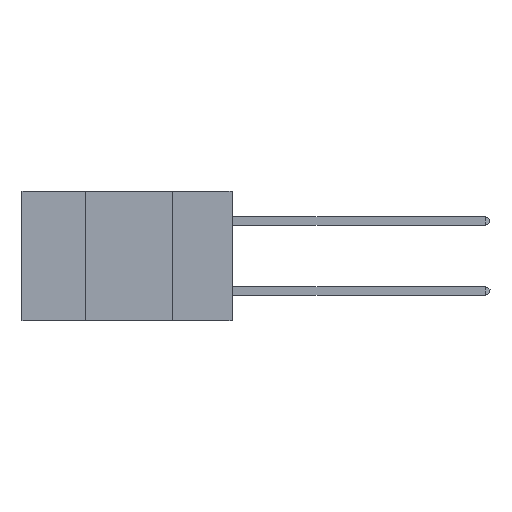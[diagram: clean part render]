
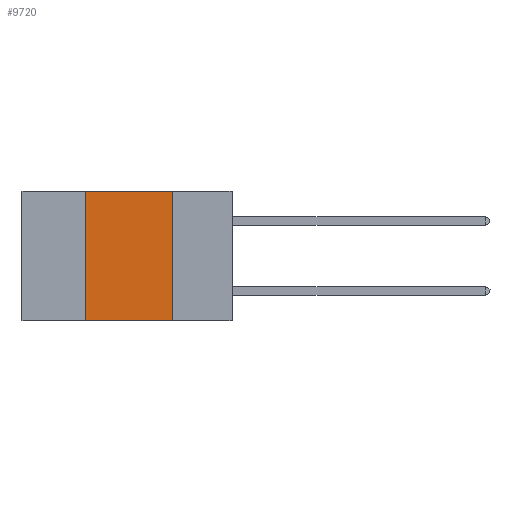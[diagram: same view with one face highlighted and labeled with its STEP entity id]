
A CAD part, left-side view. The second image highlights one B-rep face of the part: STEP entity #9720.
In plain terms, the highlighted planar face has unit normal (-1, 0, 0).
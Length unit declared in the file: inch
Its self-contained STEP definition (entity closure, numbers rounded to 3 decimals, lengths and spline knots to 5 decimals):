
#33 = ORIENTED_EDGE ( 'NONE', *, *, #1059, .F. ) ;
#52 = EDGE_LOOP ( 'NONE', ( #4966, #11645, #33, #5197 ) ) ;
#189 = CARTESIAN_POINT ( 'NONE',  ( 0., 0.17, 0. ) ) ;
#219 = DIRECTION ( 'NONE',  ( 0., -1., 0. ) ) ;
#825 = VECTOR ( 'NONE', #5249, 39.37008 ) ;
#1037 = CARTESIAN_POINT ( 'NONE',  ( 0., 0.6, -0.37 ) ) ;
#1059 = EDGE_CURVE ( 'NONE', #1888, #13790, #10152, .T. ) ;
#1888 = VERTEX_POINT ( 'NONE', #4526 ) ;
#3568 = CARTESIAN_POINT ( 'NONE',  ( 0., 0.6, 0. ) ) ;
#3595 = VERTEX_POINT ( 'NONE', #10921 ) ;
#4224 = EDGE_CURVE ( 'NONE', #1888, #3595, #5083, .T. ) ;
#4526 = CARTESIAN_POINT ( 'NONE',  ( 0., 0.42, -0.37 ) ) ;
#4966 = ORIENTED_EDGE ( 'NONE', *, *, #14076, .F. ) ;
#5083 = LINE ( 'NONE', #1037, #825 ) ;
#5197 = ORIENTED_EDGE ( 'NONE', *, *, #4224, .T. ) ;
#5249 = DIRECTION ( 'NONE',  ( 0., -1., 0. ) ) ;
#5641 = AXIS2_PLACEMENT_3D ( 'NONE', #11691, #6285, #7427 ) ;
#5884 = DIRECTION ( 'NONE',  ( 0., 0., -1. ) ) ;
#6285 = DIRECTION ( 'NONE',  ( 1., 0., 0. ) ) ;
#7427 = DIRECTION ( 'NONE',  ( 0., 0., -1. ) ) ;
#8222 = LINE ( 'NONE', #3568, #10463 ) ;
#8551 = FACE_OUTER_BOUND ( 'NONE', #52, .T. ) ;
#8582 = VERTEX_POINT ( 'NONE', #189 ) ;
#9368 = EDGE_CURVE ( 'NONE', #13790, #8582, #8222, .T. ) ;
#9720 = ADVANCED_FACE ( 'NONE', ( #8551 ), #11781, .F. ) ;
#10152 = LINE ( 'NONE', #11857, #12024 ) ;
#10216 = LINE ( 'NONE', #10387, #10734 ) ;
#10387 = CARTESIAN_POINT ( 'NONE',  ( 0., 0.17, 0. ) ) ;
#10463 = VECTOR ( 'NONE', #219, 39.37008 ) ;
#10734 = VECTOR ( 'NONE', #5884, 39.37008 ) ;
#10921 = CARTESIAN_POINT ( 'NONE',  ( 0., 0.17, -0.37 ) ) ;
#11645 = ORIENTED_EDGE ( 'NONE', *, *, #9368, .F. ) ;
#11691 = CARTESIAN_POINT ( 'NONE',  ( 0., 0.6, 0. ) ) ;
#11781 = PLANE ( 'NONE',  #5641 ) ;
#11857 = CARTESIAN_POINT ( 'NONE',  ( 0., 0.42, 0. ) ) ;
#12024 = VECTOR ( 'NONE', #12911, 39.37008 ) ;
#12825 = CARTESIAN_POINT ( 'NONE',  ( 0., 0.42, 0. ) ) ;
#12911 = DIRECTION ( 'NONE',  ( 0., 0., 1. ) ) ;
#13790 = VERTEX_POINT ( 'NONE', #12825 ) ;
#14076 = EDGE_CURVE ( 'NONE', #8582, #3595, #10216, .T. ) ;
